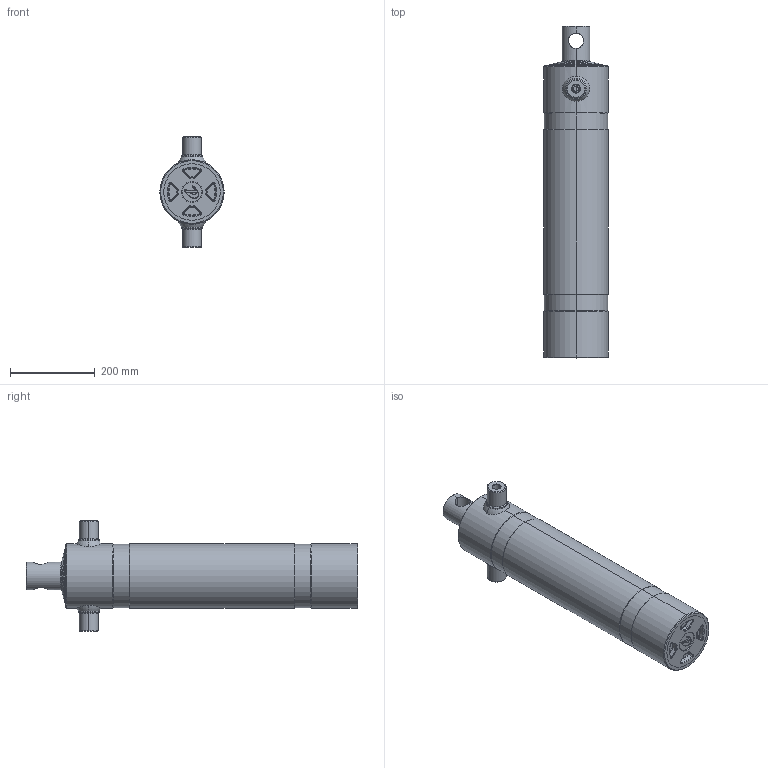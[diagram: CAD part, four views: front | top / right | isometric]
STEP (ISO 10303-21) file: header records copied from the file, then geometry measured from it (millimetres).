
FILE_DESCRIPTION (( 'STEP AP203' ), '1' );
FILE_NAME ('451.H.STEP', '2014-10-15T11:53:02', ( '' ), ( '' ), 'SwSTEP 2.0', 'SolidWorks 2013', '' );
FILE_SCHEMA (( 'CONFIG_CONTROL_DESIGN' ));
Length unit declared in the file: millimetre
Products named in the file (1): 451.H
Bounding box: 151.5 x 782 x 260.5 mm (x, y, z)
Surface area: 1185500.1 mm2 (no closed solid volume)
Topology: 0 solids, 14 shells, 235 faces, 642 edges, 395 vertices
Faces by surface type: cylinder 81, cone 70, torus 50, plane 27, bspline 6, sphere 1
Entity records: 9153 total; most frequent: CARTESIAN_POINT 3161, DIRECTION 1408, ORIENTED_EDGE 1060, EDGE_CURVE 640, AXIS2_PLACEMENT_3D 598, VERTEX_POINT 394, CIRCLE 368, EDGE_LOOP 247
